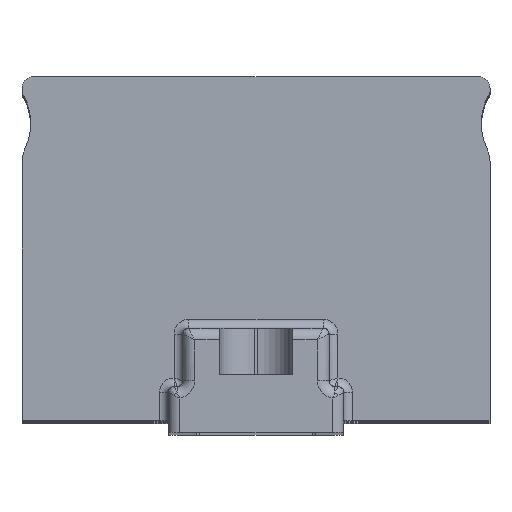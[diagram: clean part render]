
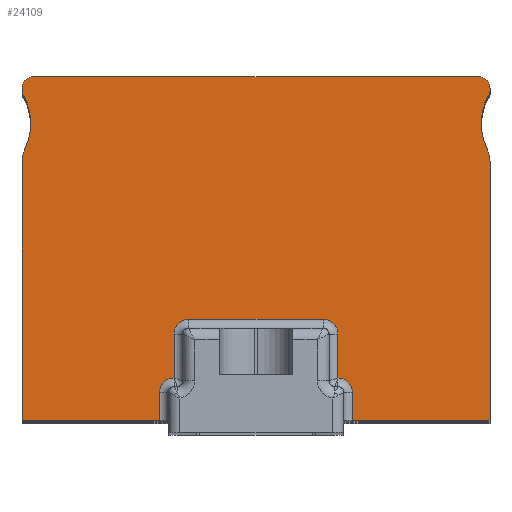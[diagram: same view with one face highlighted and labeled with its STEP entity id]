
A CAD part, top view. The second image highlights one B-rep face of the part: STEP entity #24109.
In plain terms, the highlighted planar face has unit normal (0, 0, 1).
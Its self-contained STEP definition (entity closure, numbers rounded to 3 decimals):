
#1749=CARTESIAN_POINT('',(-48.5,52.8,284.));
#1750=DIRECTION('',(0.,0.,-1.));
#1751=DIRECTION('',(0.857,0.515,0.));
#1752=AXIS2_PLACEMENT_3D('',#1749,#1750,#1751);
#1754=CARTESIAN_POINT('',(-39.5,58.208,284.));
#1755=DIRECTION('',(0.,0.,-1.));
#1756=DIRECTION('',(-0.857,-0.515,0.));
#1757=AXIS2_PLACEMENT_3D('',#1754,#1755,#1756);
#1759=DIRECTION('',(0.,1.,0.));
#1760=VECTOR('',#1759,0.592);
#1761=CARTESIAN_POINT('',(-40.,58.208,284.));
#1762=LINE('',#1761,#1760);
#1763=CARTESIAN_POINT('',(-38.,58.8,284.));
#1764=DIRECTION('',(0.,0.,-1.));
#1765=DIRECTION('',(-1.,0.,0.));
#1766=AXIS2_PLACEMENT_3D('',#1763,#1764,#1765);
#1768=DIRECTION('',(1.,0.,0.));
#1769=VECTOR('',#1768,76.);
#1770=CARTESIAN_POINT('',(-38.,60.8,284.));
#1771=LINE('',#1770,#1769);
#1772=CARTESIAN_POINT('',(38.,58.8,284.));
#1773=DIRECTION('',(0.,0.,-1.));
#1774=DIRECTION('',(0.,1.,0.));
#1775=AXIS2_PLACEMENT_3D('',#1772,#1773,#1774);
#1777=DIRECTION('',(0.,-1.,0.));
#1778=VECTOR('',#1777,0.592);
#1779=CARTESIAN_POINT('',(40.,58.8,284.));
#1780=LINE('',#1779,#1778);
#1781=CARTESIAN_POINT('',(39.5,58.208,284.));
#1782=DIRECTION('',(0.,0.,1.));
#1783=DIRECTION('',(0.857,-0.515,0.));
#1784=AXIS2_PLACEMENT_3D('',#1781,#1782,#1783);
#1786=CARTESIAN_POINT('',(48.5,52.8,284.));
#1787=DIRECTION('',(0.,0.,1.));
#1788=DIRECTION('',(-0.857,0.515,0.));
#1789=AXIS2_PLACEMENT_3D('',#1786,#1787,#1788);
#1791=CARTESIAN_POINT('',(35.,46.262,284.));
#1792=DIRECTION('',(0.,0.,1.));
#1793=DIRECTION('',(1.,0.,0.));
#1794=AXIS2_PLACEMENT_3D('',#1791,#1792,#1793);
#1796=DIRECTION('',(0.,-1.,0.));
#1797=VECTOR('',#1796,44.262);
#1798=CARTESIAN_POINT('',(40.,46.262,284.));
#1799=LINE('',#1798,#1797);
#1800=DIRECTION('',(-1.,0.,0.));
#1801=VECTOR('',#1800,23.5);
#1802=CARTESIAN_POINT('',(40.,2.,284.));
#1803=LINE('',#1802,#1801);
#1804=DIRECTION('',(0.,1.,0.));
#1805=VECTOR('',#1804,4.8);
#1806=CARTESIAN_POINT('',(16.5,2.,284.));
#1807=LINE('',#1806,#1805);
#1808=CARTESIAN_POINT('',(14.,6.8,284.));
#1809=DIRECTION('',(0.,0.,1.));
#1810=DIRECTION('',(1.,0.,0.));
#1811=AXIS2_PLACEMENT_3D('',#1808,#1809,#1810);
#1813=CARTESIAN_POINT('',(14.,9.3,284.));
#1814=CARTESIAN_POINT('',(14.,10.133,284.));
#1815=CARTESIAN_POINT('',(14.,11.8,284.));
#1816=CARTESIAN_POINT('',(14.,14.3,284.));
#1817=CARTESIAN_POINT('',(14.,15.967,284.));
#1818=CARTESIAN_POINT('',(14.,16.8,284.));
#1820=CARTESIAN_POINT('',(11.5,16.8,284.));
#1821=DIRECTION('',(0.,0.,1.));
#1822=DIRECTION('',(1.,0.,0.));
#1823=AXIS2_PLACEMENT_3D('',#1820,#1821,#1822);
#1825=DIRECTION('',(-1.,0.,0.));
#1826=VECTOR('',#1825,23.);
#1827=CARTESIAN_POINT('',(11.5,19.3,284.));
#1828=LINE('',#1827,#1826);
#1829=CARTESIAN_POINT('',(-11.5,16.8,284.));
#1830=DIRECTION('',(0.,0.,1.));
#1831=DIRECTION('',(0.,1.,0.));
#1832=AXIS2_PLACEMENT_3D('',#1829,#1830,#1831);
#1834=CARTESIAN_POINT('',(-14.,16.8,284.));
#1835=CARTESIAN_POINT('',(-14.,15.967,284.));
#1836=CARTESIAN_POINT('',(-14.,14.3,284.));
#1837=CARTESIAN_POINT('',(-14.,11.8,284.));
#1838=CARTESIAN_POINT('',(-14.,10.133,284.));
#1839=CARTESIAN_POINT('',(-14.,9.3,284.));
#1841=CARTESIAN_POINT('',(-14.,6.8,284.));
#1842=DIRECTION('',(0.,0.,1.));
#1843=DIRECTION('',(0.,1.,0.));
#1844=AXIS2_PLACEMENT_3D('',#1841,#1842,#1843);
#1846=DIRECTION('',(0.,-1.,0.));
#1847=VECTOR('',#1846,4.8);
#1848=CARTESIAN_POINT('',(-16.5,6.8,284.));
#1849=LINE('',#1848,#1847);
#1850=DIRECTION('',(-1.,0.,0.));
#1851=VECTOR('',#1850,23.5);
#1852=CARTESIAN_POINT('',(-16.5,2.,284.));
#1853=LINE('',#1852,#1851);
#1854=DIRECTION('',(0.,1.,0.));
#1855=VECTOR('',#1854,44.262);
#1856=CARTESIAN_POINT('',(-40.,2.,284.));
#1857=LINE('',#1856,#1855);
#1858=CARTESIAN_POINT('',(-35.,46.262,284.));
#1859=DIRECTION('',(0.,0.,-1.));
#1860=DIRECTION('',(-1.,0.,0.));
#1861=AXIS2_PLACEMENT_3D('',#1858,#1859,#1860);
#18716=CARTESIAN_POINT('',(-38.,60.8,284.));
#18717=CARTESIAN_POINT('',(38.,60.8,284.));
#18718=VERTEX_POINT('',#18716);
#18719=VERTEX_POINT('',#18717);
#18724=CARTESIAN_POINT('',(40.,2.,284.));
#18726=VERTEX_POINT('',#18724);
#18728=CARTESIAN_POINT('',(-40.,2.,284.));
#18730=VERTEX_POINT('',#18728);
#18924=CARTESIAN_POINT('',(-40.,58.8,284.));
#18925=VERTEX_POINT('',#18924);
#18926=CARTESIAN_POINT('',(40.,58.8,284.));
#18927=VERTEX_POINT('',#18926);
#19601=CARTESIAN_POINT('',(16.5,2.,284.));
#19602=CARTESIAN_POINT('',(16.5,6.8,284.));
#19603=VERTEX_POINT('',#19601);
#19604=VERTEX_POINT('',#19602);
#19605=CARTESIAN_POINT('',(14.,9.3,284.));
#19606=VERTEX_POINT('',#19605);
#19611=VERTEX_POINT('',#1834);
#19612=VERTEX_POINT('',#1839);
#19617=CARTESIAN_POINT('',(-11.5,19.3,284.));
#19618=VERTEX_POINT('',#19617);
#19621=CARTESIAN_POINT('',(11.5,19.3,284.));
#19622=VERTEX_POINT('',#19621);
#19625=CARTESIAN_POINT('',(14.,16.8,284.));
#19626=VERTEX_POINT('',#19625);
#19631=CARTESIAN_POINT('',(-16.5,6.8,284.));
#19632=CARTESIAN_POINT('',(-16.5,2.,284.));
#19633=VERTEX_POINT('',#19631);
#19634=VERTEX_POINT('',#19632);
#19643=CARTESIAN_POINT('',(39.929,57.951,284.));
#19644=CARTESIAN_POINT('',(39.5,48.441,284.));
#19645=VERTEX_POINT('',#19643);
#19646=VERTEX_POINT('',#19644);
#19695=CARTESIAN_POINT('',(40.,58.208,284.));
#19696=VERTEX_POINT('',#19695);
#19697=CARTESIAN_POINT('',(40.,46.262,284.));
#19698=VERTEX_POINT('',#19697);
#19855=CARTESIAN_POINT('',(-39.929,57.951,284.));
#19856=CARTESIAN_POINT('',(-39.5,48.441,284.));
#19857=VERTEX_POINT('',#19855);
#19858=VERTEX_POINT('',#19856);
#19955=CARTESIAN_POINT('',(-40.,46.262,284.));
#19956=VERTEX_POINT('',#19955);
#19957=CARTESIAN_POINT('',(-40.,58.208,284.));
#19958=VERTEX_POINT('',#19957);
#24055=CARTESIAN_POINT('',(0.,0.,284.));
#24056=DIRECTION('',(0.,0.,1.));
#24057=DIRECTION('',(1.,0.,0.));
#24058=AXIS2_PLACEMENT_3D('',#24055,#24056,#24057);
#24059=PLANE('',#24058);
#24061=ORIENTED_EDGE('',*,*,#24060,.F.);
#24063=ORIENTED_EDGE('',*,*,#24062,.T.);
#24065=ORIENTED_EDGE('',*,*,#24064,.T.);
#24067=ORIENTED_EDGE('',*,*,#24066,.T.);
#24069=ORIENTED_EDGE('',*,*,#24068,.T.);
#24071=ORIENTED_EDGE('',*,*,#24070,.T.);
#24073=ORIENTED_EDGE('',*,*,#24072,.T.);
#24075=ORIENTED_EDGE('',*,*,#24074,.F.);
#24077=ORIENTED_EDGE('',*,*,#24076,.T.);
#24079=ORIENTED_EDGE('',*,*,#24078,.F.);
#24081=ORIENTED_EDGE('',*,*,#24080,.T.);
#24083=ORIENTED_EDGE('',*,*,#24082,.T.);
#24085=ORIENTED_EDGE('',*,*,#24084,.T.);
#24087=ORIENTED_EDGE('',*,*,#24086,.T.);
#24089=ORIENTED_EDGE('',*,*,#24088,.T.);
#24091=ORIENTED_EDGE('',*,*,#24090,.T.);
#24093=ORIENTED_EDGE('',*,*,#24092,.T.);
#24095=ORIENTED_EDGE('',*,*,#24094,.T.);
#24097=ORIENTED_EDGE('',*,*,#24096,.T.);
#24098=ORIENTED_EDGE('',*,*,#24045,.T.);
#24100=ORIENTED_EDGE('',*,*,#24099,.T.);
#24102=ORIENTED_EDGE('',*,*,#24101,.T.);
#24104=ORIENTED_EDGE('',*,*,#24103,.T.);
#24106=ORIENTED_EDGE('',*,*,#24105,.T.);
#24107=EDGE_LOOP('',(#24061,#24063,#24065,#24067,#24069,#24071,#24073,#24075,
#24077,#24079,#24081,#24083,#24085,#24087,#24089,#24091,#24093,#24095,#24097,
#24098,#24100,#24102,#24104,#24106));
#24108=FACE_OUTER_BOUND('',#24107,.F.);
#24109=ADVANCED_FACE('',(#24108),#24059,.T.);
#1753=CIRCLE('',#1752,10.);
#1758=CIRCLE('',#1757,0.5);
#1767=CIRCLE('',#1766,2.);
#1776=CIRCLE('',#1775,2.);
#1785=CIRCLE('',#1784,0.5);
#1790=CIRCLE('',#1789,10.);
#1795=CIRCLE('',#1794,5.);
#1812=CIRCLE('',#1811,2.5);
#1819=B_SPLINE_CURVE_WITH_KNOTS('',3,(#1813,#1814,#1815,#1816,#1817,#1818),
.UNSPECIFIED.,.F.,.F.,(4,1,1,4),(0.,0.333,0.667,1.),
.UNSPECIFIED.);
#1824=CIRCLE('',#1823,2.5);
#1833=CIRCLE('',#1832,2.5);
#1840=B_SPLINE_CURVE_WITH_KNOTS('',3,(#1834,#1835,#1836,#1837,#1838,#1839),
.UNSPECIFIED.,.F.,.F.,(4,1,1,4),(0.,0.333,0.667,1.),
.UNSPECIFIED.);
#1845=CIRCLE('',#1844,2.5);
#1862=CIRCLE('',#1861,5.);
#24045=EDGE_CURVE('',#19612,#19633,#1845,.T.);
#24060=EDGE_CURVE('',#19857,#19858,#1753,.T.);
#24062=EDGE_CURVE('',#19857,#19958,#1758,.T.);
#24064=EDGE_CURVE('',#19958,#18925,#1762,.T.);
#24066=EDGE_CURVE('',#18925,#18718,#1767,.T.);
#24068=EDGE_CURVE('',#18718,#18719,#1771,.T.);
#24070=EDGE_CURVE('',#18719,#18927,#1776,.T.);
#24072=EDGE_CURVE('',#18927,#19696,#1780,.T.);
#24074=EDGE_CURVE('',#19645,#19696,#1785,.T.);
#24076=EDGE_CURVE('',#19645,#19646,#1790,.T.);
#24078=EDGE_CURVE('',#19698,#19646,#1795,.T.);
#24080=EDGE_CURVE('',#19698,#18726,#1799,.T.);
#24082=EDGE_CURVE('',#18726,#19603,#1803,.T.);
#24084=EDGE_CURVE('',#19603,#19604,#1807,.T.);
#24086=EDGE_CURVE('',#19604,#19606,#1812,.T.);
#24088=EDGE_CURVE('',#19606,#19626,#1819,.T.);
#24090=EDGE_CURVE('',#19626,#19622,#1824,.T.);
#24092=EDGE_CURVE('',#19622,#19618,#1828,.T.);
#24094=EDGE_CURVE('',#19618,#19611,#1833,.T.);
#24096=EDGE_CURVE('',#19611,#19612,#1840,.T.);
#24099=EDGE_CURVE('',#19633,#19634,#1849,.T.);
#24101=EDGE_CURVE('',#19634,#18730,#1853,.T.);
#24103=EDGE_CURVE('',#18730,#19956,#1857,.T.);
#24105=EDGE_CURVE('',#19956,#19858,#1862,.T.);
